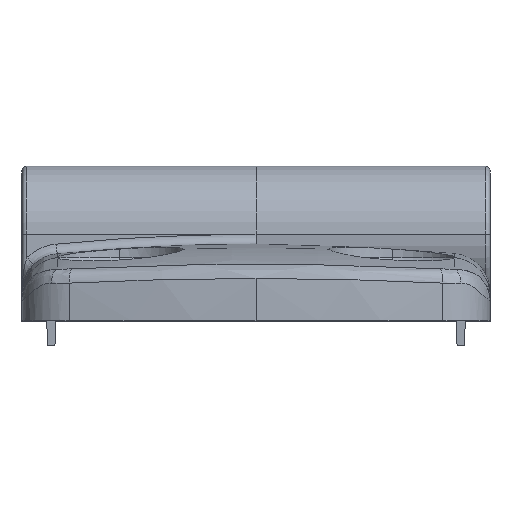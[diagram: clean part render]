
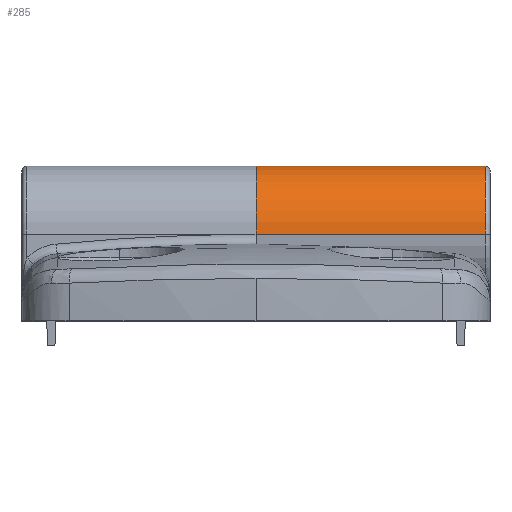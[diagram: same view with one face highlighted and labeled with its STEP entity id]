
A CAD part, top view. The second image highlights one B-rep face of the part: STEP entity #285.
In plain terms, the highlighted cylindrical face has radius 7 mm (diameter 14 mm), a partial arc.
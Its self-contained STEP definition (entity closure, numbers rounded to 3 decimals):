
#285=ADVANCED_FACE('NONE',(#729),#730,.T.);
#729=FACE_OUTER_BOUND('',#1495,.T.);
#730=CYLINDRICAL_SURFACE('',#1496,7.0);
#1495=EDGE_LOOP('',(#3201,#3202,#3203,#3204));
#1496=AXIS2_PLACEMENT_3D('',#3205,#3206,#3207);
#3201=ORIENTED_EDGE('',*,*,#4612,.F.);
#3202=ORIENTED_EDGE('',*,*,#4736,.T.);
#3203=ORIENTED_EDGE('',*,*,#4732,.T.);
#3204=ORIENTED_EDGE('',*,*,#4651,.T.);
#3205=CARTESIAN_POINT('',(-25.046,9.036,12.781));
#3206=DIRECTION('',(1.0,0.0,-0.0));
#3207=DIRECTION('',(0.0,0.0,1.0));
#4612=EDGE_CURVE('NONE',#5307,#5313,#5314,.T.);
#4651=EDGE_CURVE('NONE',#5383,#5313,#5384,.T.);
#4732=EDGE_CURVE('NONE',#5515,#5383,#5516,.T.);
#4736=EDGE_CURVE('NONE',#5307,#5515,#5521,.T.);
#5307=VERTEX_POINT('NONE',#6416);
#5313=VERTEX_POINT('NONE',#6422);
#5314=LINE('',#6423,#6424);
#5383=VERTEX_POINT('NONE',#6546);
#5384=CIRCLE('',#6547,7.0);
#5515=VERTEX_POINT('NONE',#6997);
#5516=LINE('',#6998,#6999);
#5521=CIRCLE('',#7010,7.0);
#6416=CARTESIAN_POINT('',(-25.546,9.036,19.781));
#6422=CARTESIAN_POINT('',(-49.046,9.036,19.781));
#6423=CARTESIAN_POINT('',(-25.046,9.036,19.781));
#6424=VECTOR('',#8986,1000.0);
#6546=CARTESIAN_POINT('',(-49.046,9.036,5.781));
#6547=AXIS2_PLACEMENT_3D('',#9019,#9020,#9021);
#6997=CARTESIAN_POINT('',(-25.546,9.036,5.781));
#6998=CARTESIAN_POINT('',(-25.046,9.036,5.781));
#6999=VECTOR('',#9095,1000.0);
#7010=AXIS2_PLACEMENT_3D('',#9097,#9098,#9099);
#8986=DIRECTION('',(-1.0,-0.0,-0.0));
#9019=CARTESIAN_POINT('',(-49.046,9.036,12.781));
#9020=DIRECTION('',(1.0,0.0,0.0));
#9021=DIRECTION('',(0.0,0.0,-1.0));
#9095=DIRECTION('',(-1.0,-0.0,-0.0));
#9097=CARTESIAN_POINT('',(-25.546,9.036,12.781));
#9098=DIRECTION('',(-1.0,0.0,0.0));
#9099=DIRECTION('',(0.0,0.0,1.0));
